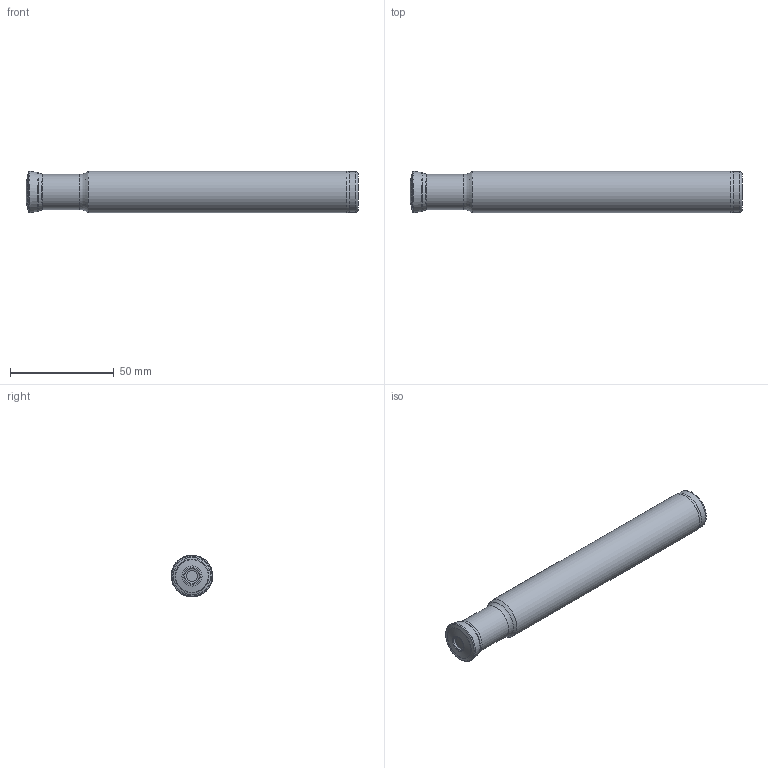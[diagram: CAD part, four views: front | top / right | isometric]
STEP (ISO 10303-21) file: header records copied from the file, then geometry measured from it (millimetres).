
FILE_DESCRIPTION(/* description */ (''),/* implementation_level */ '2;1');
FILE_NAME(/* name */ 'AHFM-SP0735-D20-C20-L160-Z03-H.stp',/* time_stamp */ '2023-10-31T11:00:36+03:00',/* author */ (''),/* organization */ (''),/* preprocessor_version */ 'ST-DEVELOPER v19.4',/* originating_system */ 'SIEMENS PLM Software NX2306.5001',/* authorisation */ '');
FILE_SCHEMA (('AUTOMOTIVE_DESIGN { 1 0 10303 214 3 1 1 1 }'));
Length unit declared in the file: millimetre
Products named in the file (1): AHFM-SP0735-D20-C20-L160-Z03-H-LIGHT_objects
Bounding box: 159.99 x 20 x 20 mm (x, y, z)
Volume: 49351.2 mm3; surface area: 11277.2 mm2
Topology: 2 solids, 2 shells, 29 faces, 70 edges, 43 vertices
Faces by surface type: revolution 16, cone 5, torus 3, cylinder 3, plane 2
Full cylindrical faces by diameter (mm): 16.9 x1, 19.5 x1, 20 x1
Entity records: 678 total; most frequent: CARTESIAN_POINT 123, DIRECTION 114, EDGE_LOOP 56, ORIENTED_EDGE 56, FACE_BOUND 54, AXIS2_PLACEMENT_3D 45, CIRCLE 31, ADVANCED_FACE 29
